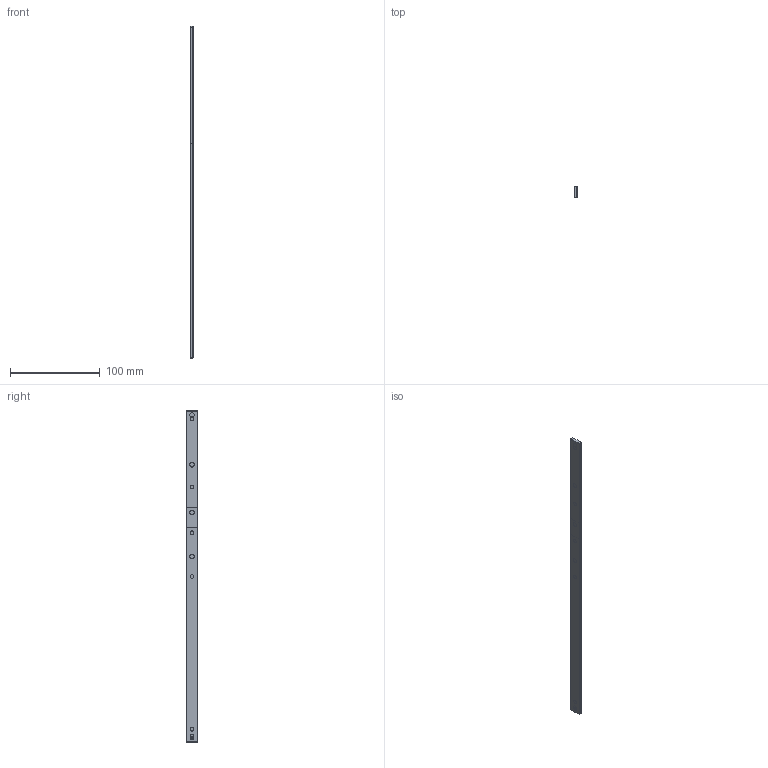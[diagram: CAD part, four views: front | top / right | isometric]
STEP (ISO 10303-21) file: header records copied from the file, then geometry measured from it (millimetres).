
FILE_DESCRIPTION(/* description */ (''),/* implementation_level */ '2;1');
FILE_NAME(/* name */ 'CaptainSlug priming bars v3 v4 T4 v12.step',/* time_stamp */ '2022-06-26T14:17:11-04:00',/* author */ (''),/* organization */ (''),/* preprocessor_version */ 'ST-DEVELOPER v19',/* originating_system */ 'Autodesk Translation Framework v11.7.0.108',/* authorisation */ '');
FILE_SCHEMA (('AUTOMOTIVE_DESIGN { 1 0 10303 214 3 1 1 }'));
Length unit declared in the file: inch
Products named in the file (5): CaptainSlug priming bars v3 v4 T4; Caliburn V4; Talon Claw T4; Caliburn v3; Talon Claw v3c
Assembly tree (4 placements, depth 2):
  CaptainSlug priming bars v3 v4 T4
    Caliburn V4
    Talon Claw T4
    Caliburn v3
    Talon Claw v3c
Bounding box: 3.17 x 12.7 x 370.46 mm (x, y, z)
Surface area: 39051.2 mm2
Topology: 4 solids, 4 shells, 373 faces, 1026 edges, 684 vertices
Faces by surface type: bspline 205, plane 154, cylinder 14
Full cylindrical faces by diameter (mm): 4.039 x2, 4.064 x8, 5.08 x4
Entity records: 13892 total; most frequent: CARTESIAN_POINT 5577, ORIENTED_EDGE 2052, EDGE_CURVE 1026, DIRECTION 998, VERTEX_POINT 684, LINE 588, VECTOR 588, EDGE_LOOP 424
